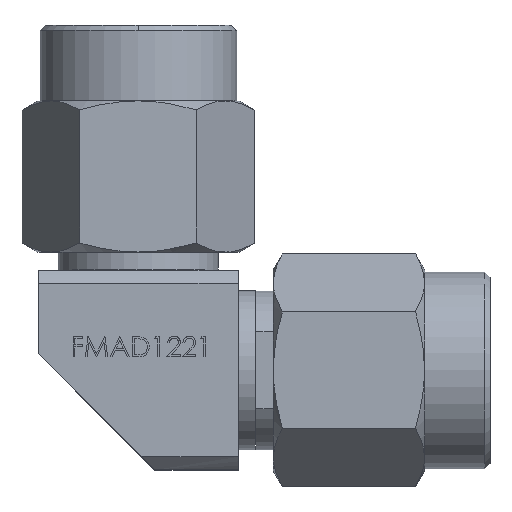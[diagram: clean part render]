
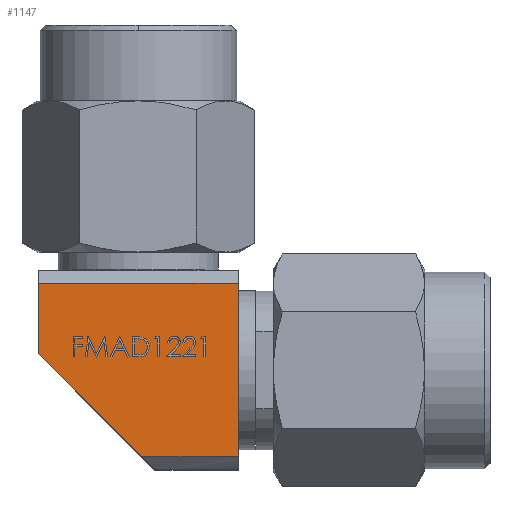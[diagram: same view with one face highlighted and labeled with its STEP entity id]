
A CAD part, top view. The second image highlights one B-rep face of the part: STEP entity #1147.
In plain terms, the highlighted planar face has unit normal (0, 0, 1).
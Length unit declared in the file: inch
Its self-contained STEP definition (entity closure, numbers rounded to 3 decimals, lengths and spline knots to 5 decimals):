
#252 = VERTEX_POINT ( 'NONE', #4939 ) ;
#447 = CARTESIAN_POINT ( 'NONE',  ( -0.17707, -0.13553, 0.15591 ) ) ;
#661 = ORIENTED_EDGE ( 'NONE', *, *, #2680, .T. ) ;
#738 = CARTESIAN_POINT ( 'NONE',  ( -0.33858, 0.13553, 0.15591 ) ) ;
#1032 = AXIS2_PLACEMENT_3D ( 'NONE', #2091, #2662, #4961 ) ;
#1098 = CARTESIAN_POINT ( 'NONE',  ( -0.02677, -0.13553, 0.15591 ) ) ;
#1147 = ADVANCED_FACE ( 'NONE', ( #3219 ), #3071, .T. ) ;
#1277 = LINE ( 'NONE', #1775, #4056 ) ;
#1543 = VECTOR ( 'NONE', #3952, 39.37008 ) ;
#1757 = VECTOR ( 'NONE', #4525, 39.37008 ) ;
#1775 = CARTESIAN_POINT ( 'NONE',  ( -0.33858, 0.13553, 0.15591 ) ) ;
#1842 = ORIENTED_EDGE ( 'NONE', *, *, #6530, .T. ) ;
#2091 = CARTESIAN_POINT ( 'NONE',  ( 0., 0., 0.15591 ) ) ;
#2165 = VECTOR ( 'NONE', #4845, 39.37008 ) ;
#2209 = LINE ( 'NONE', #447, #1543 ) ;
#2596 = CARTESIAN_POINT ( 'NONE',  ( -0.17707, -0.13553, 0.15591 ) ) ;
#2598 = CARTESIAN_POINT ( 'NONE',  ( -0.02677, -0.13553, 0.15591 ) ) ;
#2662 = DIRECTION ( 'NONE',  ( 0., 0., 1. ) ) ;
#2680 = EDGE_CURVE ( 'NONE', #6678, #7323, #6248, .T. ) ;
#2800 = EDGE_LOOP ( 'NONE', ( #661, #6116, #4765, #1842, #3419 ) ) ;
#3018 = DIRECTION ( 'NONE',  ( 0., -1., 0. ) ) ;
#3071 = PLANE ( 'NONE',  #1032 ) ;
#3179 = LINE ( 'NONE', #738, #2165 ) ;
#3219 = FACE_OUTER_BOUND ( 'NONE', #2800, .T. ) ;
#3222 = EDGE_CURVE ( 'NONE', #252, #7323, #3179, .T. ) ;
#3419 = ORIENTED_EDGE ( 'NONE', *, *, #7225, .T. ) ;
#3952 = DIRECTION ( 'NONE',  ( 1., 0., 0. ) ) ;
#4056 = VECTOR ( 'NONE', #3018, 39.37008 ) ;
#4525 = DIRECTION ( 'NONE',  ( 0., 1., 0. ) ) ;
#4566 = CARTESIAN_POINT ( 'NONE',  ( -0.33858, 0.02598, 0.15591 ) ) ;
#4765 = ORIENTED_EDGE ( 'NONE', *, *, #6632, .T. ) ;
#4845 = DIRECTION ( 'NONE',  ( 1., 0., 0. ) ) ;
#4939 = CARTESIAN_POINT ( 'NONE',  ( -0.33858, 0.13553, 0.15591 ) ) ;
#4961 = DIRECTION ( 'NONE',  ( 1., 0., 0. ) ) ;
#5140 = VECTOR ( 'NONE', #5579, 39.37008 ) ;
#5579 = DIRECTION ( 'NONE',  ( 0.707, -0.707, 0. ) ) ;
#5648 = VERTEX_POINT ( 'NONE', #6393 ) ;
#5810 = VERTEX_POINT ( 'NONE', #2596 ) ;
#6116 = ORIENTED_EDGE ( 'NONE', *, *, #3222, .F. ) ;
#6218 = LINE ( 'NONE', #4566, #5140 ) ;
#6248 = LINE ( 'NONE', #1098, #1757 ) ;
#6393 = CARTESIAN_POINT ( 'NONE',  ( -0.33858, 0.02598, 0.15591 ) ) ;
#6530 = EDGE_CURVE ( 'NONE', #5648, #5810, #6218, .T. ) ;
#6632 = EDGE_CURVE ( 'NONE', #252, #5648, #1277, .T. ) ;
#6678 = VERTEX_POINT ( 'NONE', #2598 ) ;
#7221 = CARTESIAN_POINT ( 'NONE',  ( -0.02677, 0.13553, 0.15591 ) ) ;
#7225 = EDGE_CURVE ( 'NONE', #5810, #6678, #2209, .T. ) ;
#7323 = VERTEX_POINT ( 'NONE', #7221 ) ;
